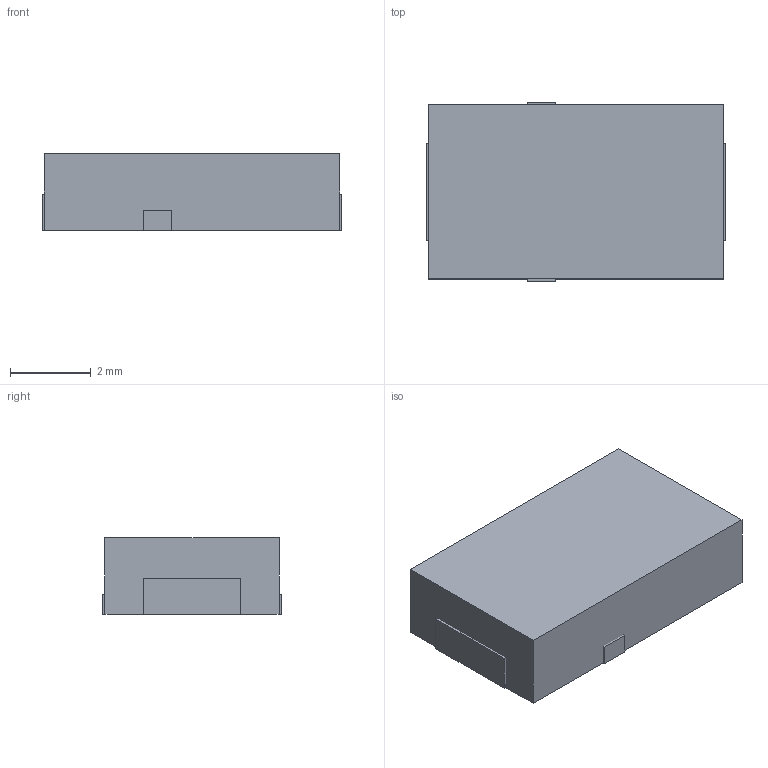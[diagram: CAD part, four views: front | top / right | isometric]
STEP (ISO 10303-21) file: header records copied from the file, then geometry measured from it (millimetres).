
FILE_DESCRIPTION(/* description */ (''),/* implementation_level */ '2;1');
FILE_NAME(/* name */ 'LX2.0.stp',/* time_stamp */ '2016-05-19T14:07:30+09:00',/* author */ ('4024630'),/* organization */ (''),/* preprocessor_version */ 'ST-DEVELOPER v15.6',/* originating_system */ 'Autodesk Inventor 2015',/* authorisation */ '');
FILE_SCHEMA (('AUTOMOTIVE_DESIGN { 1 0 10303 214 3 1 1 }'));
Length unit declared in the file: millimetre
Products named in the file (5): LX2.0; 端子1; 端子2; 端子3
Bounding box: 7.4 x 4.4 x 1.9 mm (x, y, z)
Volume: 60.1 mm3; surface area: 145.4 mm2
Topology: 4 solids, 4 shells, 60 faces, 156 edges, 104 vertices
Faces by surface type: plane 60
Entity records: 1914 total; most frequent: CARTESIAN_POINT 329, ORIENTED_EDGE 312, DIRECTION 294, LINE 156, VECTOR 156, EDGE_CURVE 156, VERTEX_POINT 104, AXIS2_PLACEMENT_3D 69
